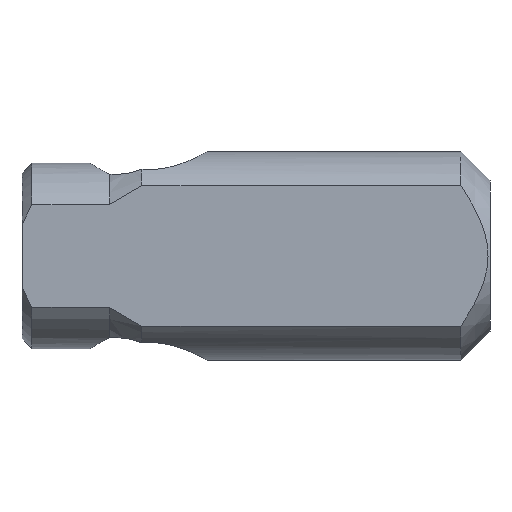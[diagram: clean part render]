
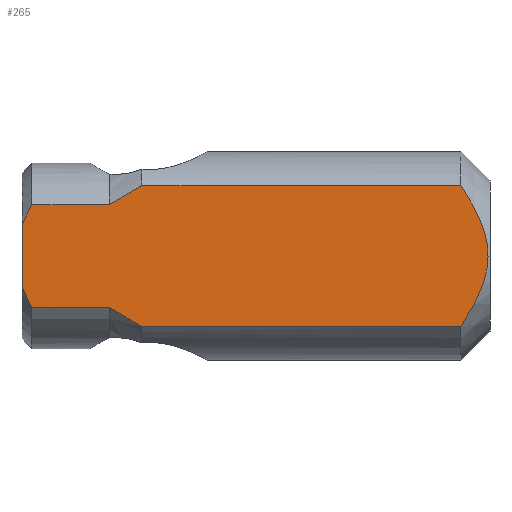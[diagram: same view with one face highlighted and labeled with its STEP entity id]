
A CAD part, left-side view. The second image highlights one B-rep face of the part: STEP entity #265.
In plain terms, the highlighted planar face has unit normal (-1, 0, 0).
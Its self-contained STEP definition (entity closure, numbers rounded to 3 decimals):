
#10 = LINE ( 'NONE', #704, #14 ) ;
#14 = VECTOR ( 'NONE', #692, 1000. ) ;
#28 = LINE ( 'NONE', #811, #60 ) ;
#55 = FACE_OUTER_BOUND ( 'NONE', #975, .T. ) ;
#57 = VECTOR ( 'NONE', #988, 1000. ) ;
#60 = VECTOR ( 'NONE', #787, 1000. ) ;
#74 = LINE ( 'NONE', #992, #57 ) ;
#102 = EDGE_CURVE ( 'NONE', #991, #321, #370, .T. ) ;
#108 = CARTESIAN_POINT ( 'NONE',  ( -3.95, 24., 1.568 ) ) ;
#109 = CARTESIAN_POINT ( 'NONE',  ( -3.95, 1.5, 3.608 ) ) ;
#241 = VECTOR ( 'NONE', #653, 1000. ) ;
#251 = EDGE_CURVE ( 'NONE', #466, #551, #1379, .T. ) ;
#253 = LINE ( 'NONE', #661, #241 ) ;
#265 = ADVANCED_FACE ( 'NONE', ( #55 ), #1022, .T. ) ;
#275 = VECTOR ( 'NONE', #779, 1000. ) ;
#284 = EDGE_CURVE ( 'NONE', #585, #421, #74, .T. ) ;
#315 = LINE ( 'NONE', #892, #275 ) ;
#321 = VERTEX_POINT ( 'NONE', #903 ) ;
#354 = AXIS2_PLACEMENT_3D ( 'NONE', #1026, #1016, #1015 ) ;
#370 = B_SPLINE_CURVE_WITH_KNOTS ( 'NONE', 3,
 ( #1335, #1346, #1362, #1331 ),
 .UNSPECIFIED., .F., .F.,
 ( 4, 4 ),
 ( 0.015, 0.017 ),
 .UNSPECIFIED. ) ;
#377 = EDGE_CURVE ( 'NONE', #671, #551, #28, .T. ) ;
#387 = CARTESIAN_POINT ( 'NONE',  ( -3.95, 1.5, 3.608 ) ) ;
#389 = CARTESIAN_POINT ( 'NONE',  ( -3.95, 1.136, 3.069 ) ) ;
#394 = CARTESIAN_POINT ( 'NONE',  ( -3.95, 19.5, 2.638 ) ) ;
#396 = CARTESIAN_POINT ( 'NONE',  ( -3.95, 24., -1.568 ) ) ;
#421 = VERTEX_POINT ( 'NONE', #762 ) ;
#439 = CARTESIAN_POINT ( 'NONE',  ( -3.95, 0.407, 1.611 ) ) ;
#444 = CARTESIAN_POINT ( 'NONE',  ( -3.95, 0.1, -0.325 ) ) ;
#445 = EDGE_CURVE ( 'NONE', #321, #796, #10, .T. ) ;
#459 = CARTESIAN_POINT ( 'NONE',  ( -3.95, 0.8, 2.513 ) ) ;
#466 = VERTEX_POINT ( 'NONE', #626 ) ;
#468 = CARTESIAN_POINT ( 'NONE',  ( -3.95, 0.111, 0.334 ) ) ;
#472 = CARTESIAN_POINT ( 'NONE',  ( -3.95, 17.852, 3.608 ) ) ;
#492 = EDGE_CURVE ( 'NONE', #671, #421, #1344, .T. ) ;
#501 = CARTESIAN_POINT ( 'NONE',  ( -3.95, 23.5, 2.638 ) ) ;
#502 = CARTESIAN_POINT ( 'NONE',  ( -3.95, 0.152, 0.66 ) ) ;
#504 = CARTESIAN_POINT ( 'NONE',  ( -3.95, 23.69, 2.295 ) ) ;
#514 = CARTESIAN_POINT ( 'NONE',  ( -3.95, 24., 1.568 ) ) ;
#520 = CARTESIAN_POINT ( 'NONE',  ( -3.95, 23.862, 1.942 ) ) ;
#537 = ORIENTED_EDGE ( 'NONE', *, *, #102, .T. ) ;
#551 = VERTEX_POINT ( 'NONE', #396 ) ;
#580 = CARTESIAN_POINT ( 'NONE',  ( -3.95, 0.182, 0.821 ) ) ;
#582 = CARTESIAN_POINT ( 'NONE',  ( -3.95, 0.293, -1.289 ) ) ;
#585 = VERTEX_POINT ( 'NONE', #394 ) ;
#592 = ORIENTED_EDGE ( 'NONE', *, *, #445, .T. ) ;
#596 = CARTESIAN_POINT ( 'NONE',  ( -3.95, 0.663, -2.2 ) ) ;
#598 = CARTESIAN_POINT ( 'NONE',  ( -3.95, 19.5, 2.638 ) ) ;
#599 = ORIENTED_EDGE ( 'NONE', *, *, #1110, .T. ) ;
#600 = CARTESIAN_POINT ( 'NONE',  ( -3.95, 18.966, 2.988 ) ) ;
#604 = CARTESIAN_POINT ( 'NONE',  ( -3.95, 0.1, 0.168 ) ) ;
#620 = CARTESIAN_POINT ( 'NONE',  ( -3.95, 18.413, 3.306 ) ) ;
#622 = CARTESIAN_POINT ( 'NONE',  ( -3.95, 1.5, -3.608 ) ) ;
#626 = CARTESIAN_POINT ( 'NONE',  ( -3.95, 23.5, -2.638 ) ) ;
#627 = CARTESIAN_POINT ( 'NONE',  ( -3.95, 17.852, 3.608 ) ) ;
#628 = ORIENTED_EDGE ( 'NONE', *, *, #1321, .T. ) ;
#631 = ORIENTED_EDGE ( 'NONE', *, *, #1332, .T. ) ;
#633 = CARTESIAN_POINT ( 'NONE',  ( -3.95, 0.141, -0.649 ) ) ;
#634 = CARTESIAN_POINT ( 'NONE',  ( -3.95, 0.403, -1.601 ) ) ;
#643 = ORIENTED_EDGE ( 'NONE', *, *, #284, .T. ) ;
#653 = DIRECTION ( 'NONE',  ( 0., 1., 0. ) ) ;
#661 = CARTESIAN_POINT ( 'NONE',  ( -3.95, 0., 3.608 ) ) ;
#667 = CARTESIAN_POINT ( 'NONE',  ( -3.95, 0.814, -2.49 ) ) ;
#671 = VERTEX_POINT ( 'NONE', #108 ) ;
#679 = ORIENTED_EDGE ( 'NONE', *, *, #492, .F. ) ;
#690 = ORIENTED_EDGE ( 'NONE', *, *, #377, .T. ) ;
#692 = DIRECTION ( 'NONE',  ( 0., -1., 0. ) ) ;
#693 = ORIENTED_EDGE ( 'NONE', *, *, #251, .F. ) ;
#697 = ORIENTED_EDGE ( 'NONE', *, *, #1279, .T. ) ;
#698 = VERTEX_POINT ( 'NONE', #109 ) ;
#702 = CARTESIAN_POINT ( 'NONE',  ( -3.95, 0.296, 1.299 ) ) ;
#704 = CARTESIAN_POINT ( 'NONE',  ( -3.95, 0., -3.608 ) ) ;
#749 = CARTESIAN_POINT ( 'NONE',  ( -3.95, 1.14, -3.059 ) ) ;
#762 = CARTESIAN_POINT ( 'NONE',  ( -3.95, 23.5, 2.638 ) ) ;
#779 = DIRECTION ( 'NONE',  ( 0., -1., 0. ) ) ;
#787 = DIRECTION ( 'NONE',  ( 0., 0., -1. ) ) ;
#796 = VERTEX_POINT ( 'NONE', #1277 ) ;
#811 = CARTESIAN_POINT ( 'NONE',  ( -3.95, 24., 0. ) ) ;
#830 = VERTEX_POINT ( 'NONE', #472 ) ;
#872 = B_SPLINE_CURVE_WITH_KNOTS ( 'NONE', 3,
 ( #627, #620, #600, #598 ),
 .UNSPECIFIED., .F., .F.,
 ( 4, 4 ),
 ( 0.006, 0.008 ),
 .UNSPECIFIED. ) ;
#892 = CARTESIAN_POINT ( 'NONE',  ( -3.95, 0., -2.638 ) ) ;
#903 = CARTESIAN_POINT ( 'NONE',  ( -3.95, 17.852, -3.608 ) ) ;
#975 = EDGE_LOOP ( 'NONE', ( #537, #592, #599, #628, #631, #643, #679, #690, #693, #697 ) ) ;
#988 = DIRECTION ( 'NONE',  ( 0., 1., 0. ) ) ;
#991 = VERTEX_POINT ( 'NONE', #1323 ) ;
#992 = CARTESIAN_POINT ( 'NONE',  ( -3.95, 0., 2.638 ) ) ;
#1015 = DIRECTION ( 'NONE',  ( 0., 0., 1. ) ) ;
#1016 = DIRECTION ( 'NONE',  ( -1., 0., 0. ) ) ;
#1022 = PLANE ( 'NONE',  #354 ) ;
#1026 = CARTESIAN_POINT ( 'NONE',  ( -3.95, 53.59, 7.5 ) ) ;
#1027 = CARTESIAN_POINT ( 'NONE',  ( -3.95, 24., -1.568 ) ) ;
#1034 = CARTESIAN_POINT ( 'NONE',  ( -3.95, 23.5, -2.638 ) ) ;
#1068 = CARTESIAN_POINT ( 'NONE',  ( -3.95, 23.691, -2.294 ) ) ;
#1073 = CARTESIAN_POINT ( 'NONE',  ( -3.95, 23.863, -1.939 ) ) ;
#1078 = CARTESIAN_POINT ( 'NONE',  ( -3.95, 1.317, -3.337 ) ) ;
#1110 = EDGE_CURVE ( 'NONE', #796, #698, #1290, .T. ) ;
#1277 = CARTESIAN_POINT ( 'NONE',  ( -3.95, 1.5, -3.608 ) ) ;
#1279 = EDGE_CURVE ( 'NONE', #466, #991, #315, .T. ) ;
#1290 = B_SPLINE_CURVE_WITH_KNOTS ( 'NONE', 3,
 ( #622, #1078, #749, #667, #596, #634, #582, #633, #444, #604, #468, #502, #580, #702, #439, #459, #389, #387 ),
 .UNSPECIFIED., .F., .F.,
 ( 4, 2, 2, 2, 2, 2, 2, 2, 4 ),
 ( 0.005, 0.006, 0.007, 0.008, 0.009, 0.01, 0.01, 0.011, 0.013 ),
 .UNSPECIFIED. ) ;
#1321 = EDGE_CURVE ( 'NONE', #698, #830, #253, .T. ) ;
#1323 = CARTESIAN_POINT ( 'NONE',  ( -3.95, 19.5, -2.638 ) ) ;
#1331 = CARTESIAN_POINT ( 'NONE',  ( -3.95, 17.852, -3.608 ) ) ;
#1332 = EDGE_CURVE ( 'NONE', #830, #585, #872, .T. ) ;
#1335 = CARTESIAN_POINT ( 'NONE',  ( -3.95, 19.5, -2.638 ) ) ;
#1344 = B_SPLINE_CURVE_WITH_KNOTS ( 'NONE', 3,
 ( #514, #520, #504, #501 ),
 .UNSPECIFIED., .F., .F.,
 ( 4, 4 ),
 ( 0.013, 0.015 ),
 .UNSPECIFIED. ) ;
#1346 = CARTESIAN_POINT ( 'NONE',  ( -3.95, 18.965, -2.989 ) ) ;
#1362 = CARTESIAN_POINT ( 'NONE',  ( -3.95, 18.412, -3.306 ) ) ;
#1379 = B_SPLINE_CURVE_WITH_KNOTS ( 'NONE', 3,
 ( #1034, #1068, #1073, #1027 ),
 .UNSPECIFIED., .F., .F.,
 ( 4, 4 ),
 ( 0.009, 0.01 ),
 .UNSPECIFIED. ) ;
